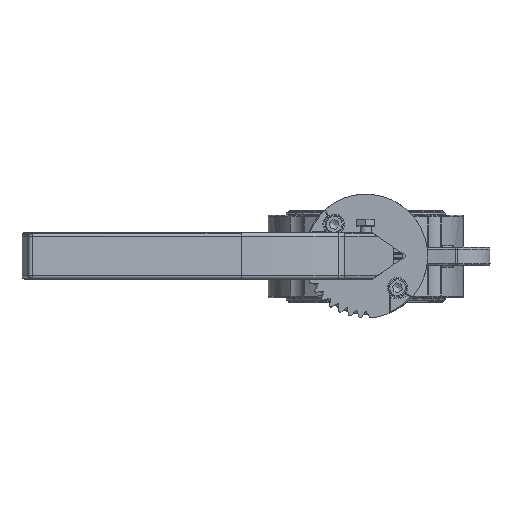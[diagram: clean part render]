
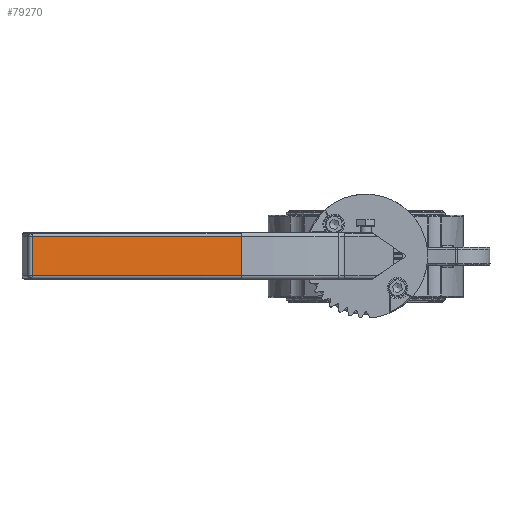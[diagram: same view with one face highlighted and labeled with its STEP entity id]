
A CAD part, top view. The second image highlights one B-rep face of the part: STEP entity #79270.
In plain terms, the highlighted planar face has unit normal (0.15, 0, 0.989).
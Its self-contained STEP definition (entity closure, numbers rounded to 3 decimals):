
#79231=CARTESIAN_POINT('',(-186.195,0.,212.477));
#79232=DIRECTION('',(0.15,0.,0.989));
#79233=DIRECTION('',(0.989,-0.,-0.15));
#79234=AXIS2_PLACEMENT_3D('',#79231,#79232,#79233);
#79235=PLANE('',#79234);
#79236=CARTESIAN_POINT('',(-69.531,-11.,194.768));
#79237=VERTEX_POINT('',#79236);
#79238=CARTESIAN_POINT('',(-186.195,-11.,212.477));
#79239=VERTEX_POINT('',#79238);
#79240=CARTESIAN_POINT('',(-69.531,-11.,194.768));
#79241=DIRECTION('',(-0.989,0.,0.15));
#79242=VECTOR('',#79241,118.);
#79243=LINE('',#79240,#79242);
#79244=EDGE_CURVE('',#79237,#79239,#79243,.T.);
#79245=ORIENTED_EDGE('',*,*,#79244,.F.);
#79246=CARTESIAN_POINT('',(-69.531,11.,194.768));
#79247=VERTEX_POINT('',#79246);
#79248=CARTESIAN_POINT('',(-69.531,-11.,194.768));
#79249=DIRECTION('',(0.,1.,-0.));
#79250=VECTOR('',#79249,22.);
#79251=LINE('',#79248,#79250);
#79252=EDGE_CURVE('',#79237,#79247,#79251,.T.);
#79253=ORIENTED_EDGE('',*,*,#79252,.T.);
#79254=CARTESIAN_POINT('',(-186.195,11.,212.477));
#79255=VERTEX_POINT('',#79254);
#79256=CARTESIAN_POINT('',(-186.195,11.,212.477));
#79257=DIRECTION('',(0.989,-0.,-0.15));
#79258=VECTOR('',#79257,118.);
#79259=LINE('',#79256,#79258);
#79260=EDGE_CURVE('',#79255,#79247,#79259,.T.);
#79261=ORIENTED_EDGE('',*,*,#79260,.F.);
#79262=CARTESIAN_POINT('',(-186.195,-11.,212.477));
#79263=DIRECTION('',(0.,1.,-0.));
#79264=VECTOR('',#79263,22.);
#79265=LINE('',#79262,#79264);
#79266=EDGE_CURVE('',#79239,#79255,#79265,.T.);
#79267=ORIENTED_EDGE('',*,*,#79266,.F.);
#79268=EDGE_LOOP('',(#79245,#79253,#79261,#79267));
#79269=FACE_BOUND('',#79268,.T.);
#79270=ADVANCED_FACE('',(#79269),#79235,.T.);
